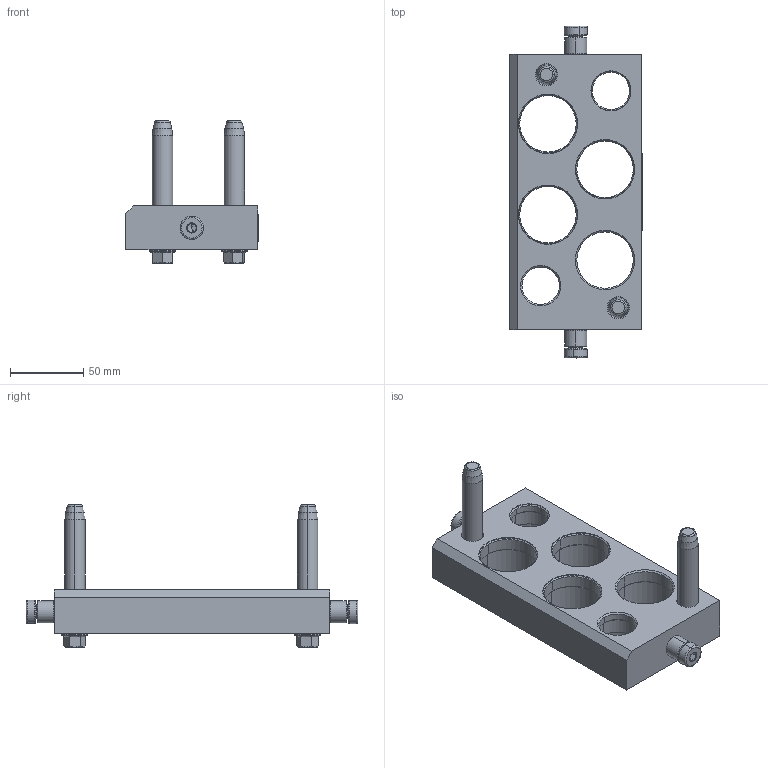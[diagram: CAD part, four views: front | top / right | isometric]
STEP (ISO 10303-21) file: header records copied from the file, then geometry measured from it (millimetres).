
FILE_DESCRIPTION (( 'STEP AP214' ), '1' );
FILE_NAME ('FASTER.step', '2021-10-19T06:46:29', ( '' ), ( '' ), 'SwSTEP 2.0', 'SolidWorks 2017', '' );
FILE_SCHEMA (( 'AUTOMOTIVE_DESIGN' ));
Length unit declared in the file: millimetre
Products named in the file (8): P6I_M_BASE; 4830_028_1000_011.prt; 4850_010_8000_000.prt; 1540_080_0008_000.prt; 4830_013_3000_030; FASTER; 4830_021_1000_000.prt; et002
Assembly tree (11 placements, depth 3):
  FASTER
    P6I_M_BASE
      4850_010_8000_000.prt
      4830_021_1000_000.prt  x2
      4830_028_1000_011.prt  x2
      1540_080_0008_000.prt  x2
      4830_013_3000_030  x2
    et002
Bounding box: 90.3 x 226.6 x 97 mm (x, y, z)
Volume: 2473.8 mm3; surface area: 87173.4 mm2
Topology: 3 solids, 22 shells, 959 faces, 2407 edges, 1526 vertices
Faces by surface type: plane 541, cone 200, cylinder 164, torus 40, bspline 14
Entity records: 27366 total; most frequent: CARTESIAN_POINT 7050, ORIENTED_EDGE 4072, DIRECTION 3890, EDGE_CURVE 2055, VECTOR 1542, LINE 1542, VERTEX_POINT 1324, AXIS2_PLACEMENT_3D 1174
